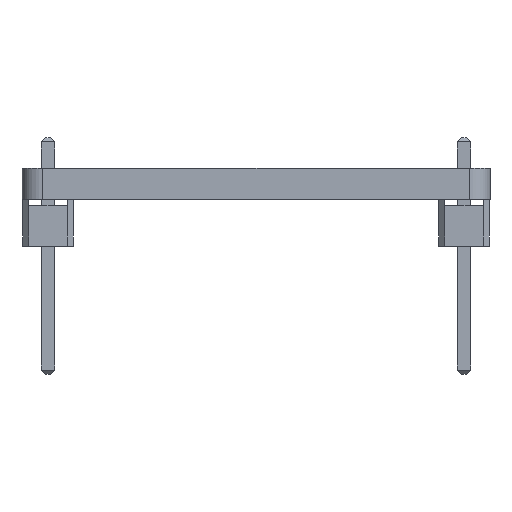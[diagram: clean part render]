
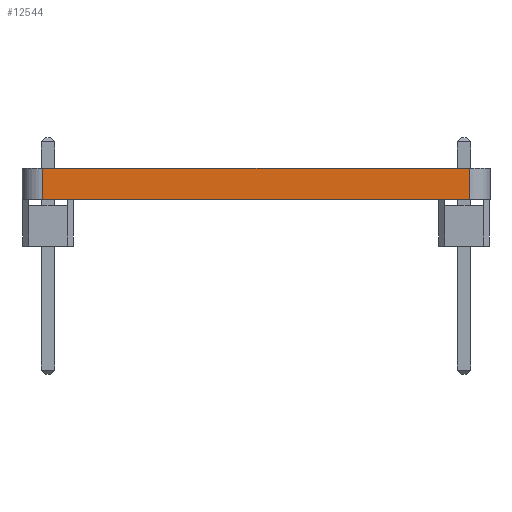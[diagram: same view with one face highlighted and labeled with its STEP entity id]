
A CAD part, left-side view. The second image highlights one B-rep face of the part: STEP entity #12544.
In plain terms, the highlighted planar face has unit normal (-1, 0, 0).
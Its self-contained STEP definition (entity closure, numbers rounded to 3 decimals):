
#752 = PLANE('',#753);
#753 = AXIS2_PLACEMENT_3D('',#754,#755,#756);
#754 = CARTESIAN_POINT('',(-19.685,11.43,3.));
#755 = DIRECTION('',(0.,0.,1.));
#756 = DIRECTION('',(1.,0.,0.));
#2569 = VERTEX_POINT('',#2570);
#2570 = CARTESIAN_POINT('',(-19.685,10.414,3.));
#2585 = CYLINDRICAL_SURFACE('',#2586,1.016);
#2586 = AXIS2_PLACEMENT_3D('',#2587,#2588,#2589);
#2587 = CARTESIAN_POINT('',(-18.669,10.414,3.));
#2588 = DIRECTION('',(0.,0.,1.));
#2589 = DIRECTION('',(0.,1.,0.));
#2597 = EDGE_CURVE('',#2598,#2569,#2600,.T.);
#2598 = VERTEX_POINT('',#2599);
#2599 = CARTESIAN_POINT('',(-19.685,-10.414,3.));
#2600 = SURFACE_CURVE('',#2601,(#2605,#2612),.PCURVE_S1.);
#2601 = LINE('',#2602,#2603);
#2602 = CARTESIAN_POINT('',(-19.685,-11.43,3.));
#2603 = VECTOR('',#2604,1.);
#2604 = DIRECTION('',(0.,1.,0.));
#2605 = PCURVE('',#752,#2606);
#2606 = DEFINITIONAL_REPRESENTATION('',(#2607),#2611);
#2607 = LINE('',#2608,#2609);
#2608 = CARTESIAN_POINT('',(0.,-22.86));
#2609 = VECTOR('',#2610,1.);
#2610 = DIRECTION('',(0.,1.));
#2611 = ( GEOMETRIC_REPRESENTATION_CONTEXT(2) 
PARAMETRIC_REPRESENTATION_CONTEXT() REPRESENTATION_CONTEXT('2D SPACE',''
  ) );
#2612 = PCURVE('',#2613,#2618);
#2613 = PLANE('',#2614);
#2614 = AXIS2_PLACEMENT_3D('',#2615,#2616,#2617);
#2615 = CARTESIAN_POINT('',(-19.685,-11.43,3.));
#2616 = DIRECTION('',(-1.,0.,0.));
#2617 = DIRECTION('',(0.,1.,0.));
#2618 = DEFINITIONAL_REPRESENTATION('',(#2619),#2623);
#2619 = LINE('',#2620,#2621);
#2620 = CARTESIAN_POINT('',(0.,0.));
#2621 = VECTOR('',#2622,1.);
#2622 = DIRECTION('',(1.,0.));
#2623 = ( GEOMETRIC_REPRESENTATION_CONTEXT(2) 
PARAMETRIC_REPRESENTATION_CONTEXT() REPRESENTATION_CONTEXT('2D SPACE',''
  ) );
#2646 = CYLINDRICAL_SURFACE('',#2647,1.016);
#2647 = AXIS2_PLACEMENT_3D('',#2648,#2649,#2650);
#2648 = CARTESIAN_POINT('',(-18.669,-10.414,3.));
#2649 = DIRECTION('',(0.,0.,1.));
#2650 = DIRECTION('',(0.,-1.,0.));
#12408 = PLANE('',#12409);
#12409 = AXIS2_PLACEMENT_3D('',#12410,#12411,#12412);
#12410 = CARTESIAN_POINT('',(-19.685,11.43,4.524));
#12411 = DIRECTION('',(0.,0.,1.));
#12412 = DIRECTION('',(1.,0.,0.));
#12445 = EDGE_CURVE('',#2569,#12446,#12448,.T.);
#12446 = VERTEX_POINT('',#12447);
#12447 = CARTESIAN_POINT('',(-19.685,10.414,4.524));
#12448 = SURFACE_CURVE('',#12449,(#12453,#12460),.PCURVE_S1.);
#12449 = LINE('',#12450,#12451);
#12450 = CARTESIAN_POINT('',(-19.685,10.414,3.));
#12451 = VECTOR('',#12452,1.);
#12452 = DIRECTION('',(0.,0.,1.));
#12453 = PCURVE('',#2585,#12454);
#12454 = DEFINITIONAL_REPRESENTATION('',(#12455),#12459);
#12455 = LINE('',#12456,#12457);
#12456 = CARTESIAN_POINT('',(1.571,0.));
#12457 = VECTOR('',#12458,1.);
#12458 = DIRECTION('',(0.,1.));
#12459 = ( GEOMETRIC_REPRESENTATION_CONTEXT(2) 
PARAMETRIC_REPRESENTATION_CONTEXT() REPRESENTATION_CONTEXT('2D SPACE',''
  ) );
#12460 = PCURVE('',#2613,#12461);
#12461 = DEFINITIONAL_REPRESENTATION('',(#12462),#12466);
#12462 = LINE('',#12463,#12464);
#12463 = CARTESIAN_POINT('',(21.844,0.));
#12464 = VECTOR('',#12465,1.);
#12465 = DIRECTION('',(0.,-1.));
#12466 = ( GEOMETRIC_REPRESENTATION_CONTEXT(2) 
PARAMETRIC_REPRESENTATION_CONTEXT() REPRESENTATION_CONTEXT('2D SPACE',''
  ) );
#12544 = ADVANCED_FACE('',(#12545),#2613,.T.);
#12545 = FACE_BOUND('',#12546,.T.);
#12546 = EDGE_LOOP('',(#12547,#12548,#12571,#12592));
#12547 = ORIENTED_EDGE('',*,*,#2597,.F.);
#12548 = ORIENTED_EDGE('',*,*,#12549,.T.);
#12549 = EDGE_CURVE('',#2598,#12550,#12552,.T.);
#12550 = VERTEX_POINT('',#12551);
#12551 = CARTESIAN_POINT('',(-19.685,-10.414,4.524));
#12552 = SURFACE_CURVE('',#12553,(#12557,#12564),.PCURVE_S1.);
#12553 = LINE('',#12554,#12555);
#12554 = CARTESIAN_POINT('',(-19.685,-10.414,3.));
#12555 = VECTOR('',#12556,1.);
#12556 = DIRECTION('',(0.,0.,1.));
#12557 = PCURVE('',#2613,#12558);
#12558 = DEFINITIONAL_REPRESENTATION('',(#12559),#12563);
#12559 = LINE('',#12560,#12561);
#12560 = CARTESIAN_POINT('',(1.016,0.));
#12561 = VECTOR('',#12562,1.);
#12562 = DIRECTION('',(0.,-1.));
#12563 = ( GEOMETRIC_REPRESENTATION_CONTEXT(2) 
PARAMETRIC_REPRESENTATION_CONTEXT() REPRESENTATION_CONTEXT('2D SPACE',''
  ) );
#12564 = PCURVE('',#2646,#12565);
#12565 = DEFINITIONAL_REPRESENTATION('',(#12566),#12570);
#12566 = LINE('',#12567,#12568);
#12567 = CARTESIAN_POINT('',(4.712,0.));
#12568 = VECTOR('',#12569,1.);
#12569 = DIRECTION('',(-0.,1.));
#12570 = ( GEOMETRIC_REPRESENTATION_CONTEXT(2) 
PARAMETRIC_REPRESENTATION_CONTEXT() REPRESENTATION_CONTEXT('2D SPACE',''
  ) );
#12571 = ORIENTED_EDGE('',*,*,#12572,.T.);
#12572 = EDGE_CURVE('',#12550,#12446,#12573,.T.);
#12573 = SURFACE_CURVE('',#12574,(#12578,#12585),.PCURVE_S1.);
#12574 = LINE('',#12575,#12576);
#12575 = CARTESIAN_POINT('',(-19.685,-11.43,4.524));
#12576 = VECTOR('',#12577,1.);
#12577 = DIRECTION('',(0.,1.,0.));
#12578 = PCURVE('',#2613,#12579);
#12579 = DEFINITIONAL_REPRESENTATION('',(#12580),#12584);
#12580 = LINE('',#12581,#12582);
#12581 = CARTESIAN_POINT('',(0.,-1.524));
#12582 = VECTOR('',#12583,1.);
#12583 = DIRECTION('',(1.,0.));
#12584 = ( GEOMETRIC_REPRESENTATION_CONTEXT(2) 
PARAMETRIC_REPRESENTATION_CONTEXT() REPRESENTATION_CONTEXT('2D SPACE',''
  ) );
#12585 = PCURVE('',#12408,#12586);
#12586 = DEFINITIONAL_REPRESENTATION('',(#12587),#12591);
#12587 = LINE('',#12588,#12589);
#12588 = CARTESIAN_POINT('',(0.,-22.86));
#12589 = VECTOR('',#12590,1.);
#12590 = DIRECTION('',(0.,1.));
#12591 = ( GEOMETRIC_REPRESENTATION_CONTEXT(2) 
PARAMETRIC_REPRESENTATION_CONTEXT() REPRESENTATION_CONTEXT('2D SPACE',''
  ) );
#12592 = ORIENTED_EDGE('',*,*,#12445,.F.);
